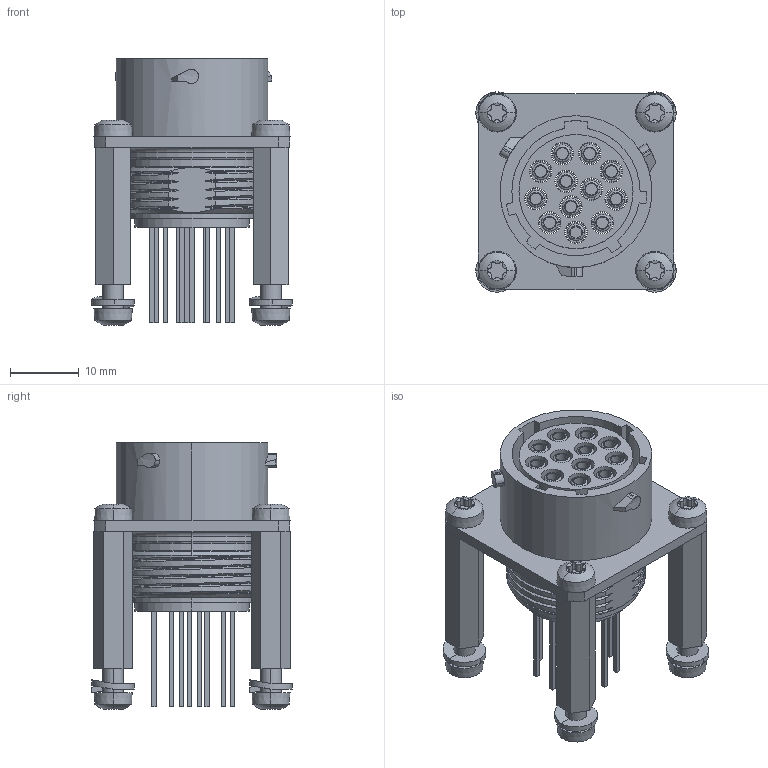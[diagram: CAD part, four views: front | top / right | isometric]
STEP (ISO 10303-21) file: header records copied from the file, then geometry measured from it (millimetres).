
FILE_DESCRIPTION((''),'2;1');
FILE_NAME('EDA-02570-V1-0.stp','2012-07-05T12:15:17',(''),(''),'Mechanical Desktop 2011','Mechanical Desktop 2011',', , ');
FILE_SCHEMA(('AUTOMOTIVE_DESIGN { 1 2 10303 214 1 1 1 1 }'));
Length unit declared in the file: millimetre
Products named in the file (2): Product; 1
Bounding box: 29.21 x 29.2 x 38.82 mm (x, y, z)
Volume: 8891.6 mm3; surface area: 14748.2 mm2
Topology: 31 solids, 31 shells, 743 faces, 1805 edges, 1175 vertices
Faces by surface type: cylinder 339, plane 273, cone 52, bspline 33, torus 30, sphere 16
Entity records: 24600 total; most frequent: CARTESIAN_POINT 8319, DIRECTION 3407, ORIENTED_EDGE 3286, EDGE_CURVE 1643, AXIS2_PLACEMENT_3D 1354, VERTEX_POINT 1067, EDGE_LOOP 822, VECTOR 699
